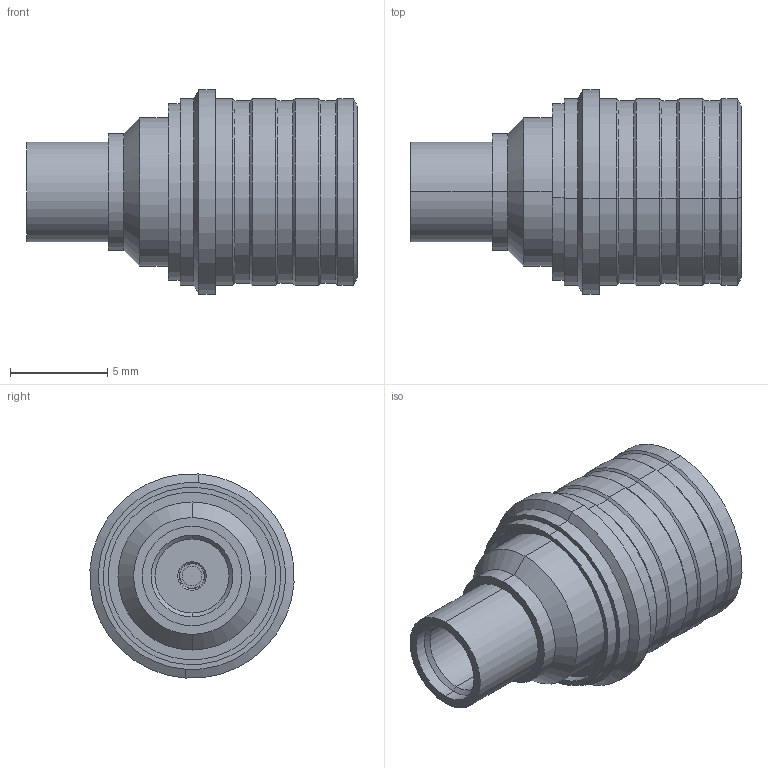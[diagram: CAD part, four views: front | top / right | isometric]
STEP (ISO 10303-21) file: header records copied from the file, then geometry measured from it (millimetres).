
FILE_DESCRIPTION (( 'STEP AP203' ), '1' );
FILE_NAME ('3190-2984(TC-402-QM-LP).STEP', '2020-08-18T05:29:50', ( '' ), ( '' ), 'SwSTEP 2.0', 'SolidWorks 2018', '' );
FILE_SCHEMA (( 'CONFIG_CONTROL_DESIGN' ));
Length unit declared in the file: inch
Products named in the file (1): 3190-2984(TC-402-QM-LP)
Bounding box: 16.98 x 10.48 x 10.48 mm (x, y, z)
Volume: 659.7 mm3; surface area: 844.8 mm2
Topology: 1 solids, 2 shells, 220 faces, 597 edges, 384 vertices
Faces by surface type: cylinder 74, plane 74, cone 44, torus 28
Entity records: 7403 total; most frequent: CARTESIAN_POINT 1704, DIRECTION 1200, ORIENTED_EDGE 1194, EDGE_CURVE 597, AXIS2_PLACEMENT_3D 480, VERTEX_POINT 384, CIRCLE 259, EDGE_LOOP 241
